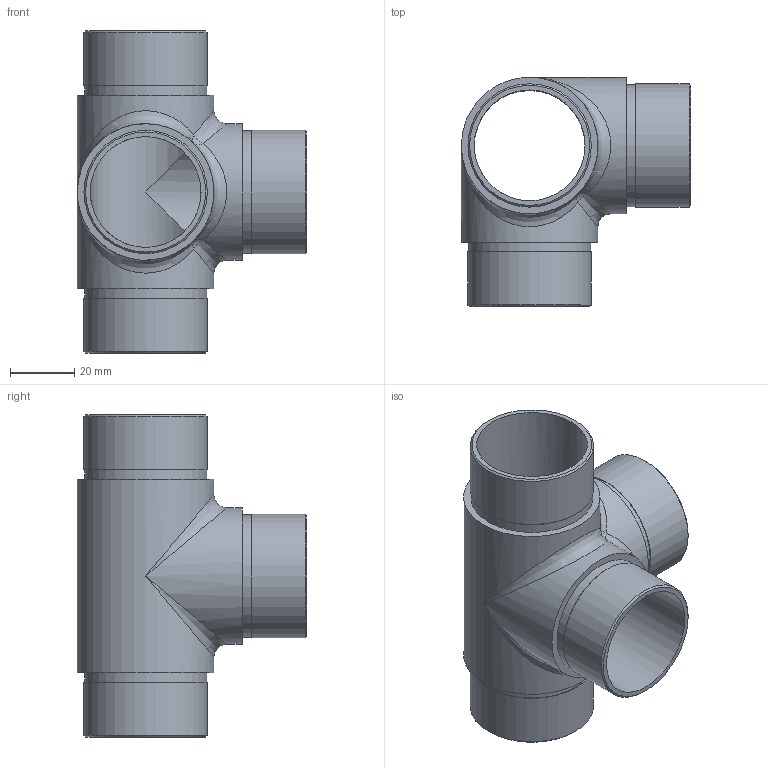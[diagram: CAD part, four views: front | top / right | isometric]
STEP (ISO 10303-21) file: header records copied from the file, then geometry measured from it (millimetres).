
FILE_DESCRIPTION (( 'STEP AP203' ), '1' );
FILE_NAME ('56205-320.step', '2020-03-03T11:59:19', ( '' ), ( '' ), 'SwSTEP 2.0', 'SolidWorks 2015', '' );
FILE_SCHEMA (( 'CONFIG_CONTROL_DESIGN' ));
Length unit declared in the file: millimetre
Products named in the file (2): 56205-320
Bounding box: 71.2 x 71.2 x 100 mm (x, y, z)
Volume: 51404.7 mm3; surface area: 36719.5 mm2
Topology: 1 solids, 1 shells, 265 faces, 698 edges, 460 vertices
Faces by surface type: bspline 122, plane 100, cylinder 37, cone 4, sphere 2
Full cylindrical faces by diameter (mm): 34.4 x3, 37.9 x4, 38.3 x4, 42.4 x3
Entity records: 13403 total; most frequent: CARTESIAN_POINT 7691, ORIENTED_EDGE 1328, DIRECTION 789, EDGE_CURVE 664, VERTEX_POINT 450, EDGE_LOOP 320, LINE 283, VECTOR 283
